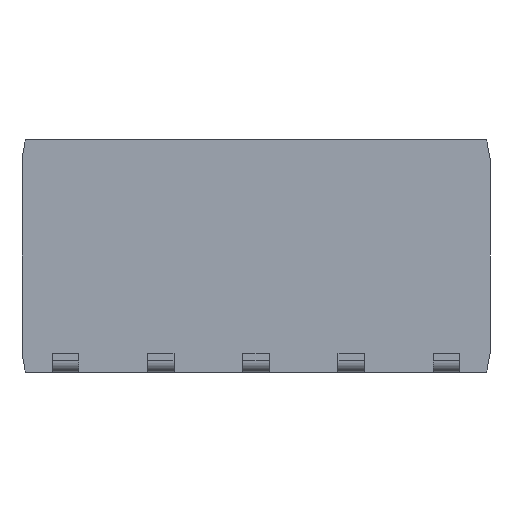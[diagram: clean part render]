
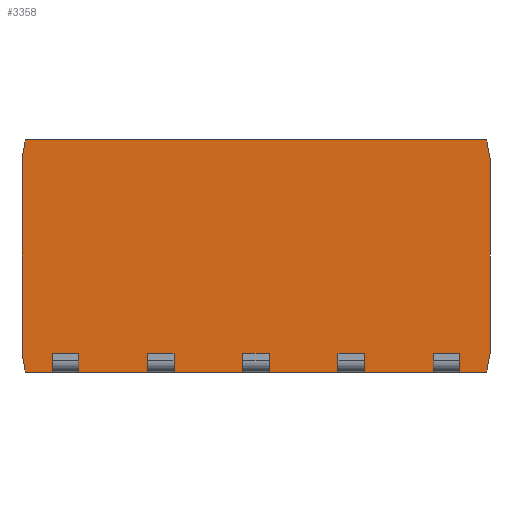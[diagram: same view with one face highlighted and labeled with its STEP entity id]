
A CAD part, front view. The second image highlights one B-rep face of the part: STEP entity #3358.
In plain terms, the highlighted planar face has unit normal (0, -1, 0).
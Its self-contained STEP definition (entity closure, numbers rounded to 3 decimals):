
#3169=CARTESIAN_POINT('',(-6.25,-2.53,0.5));
#3170=VERTEX_POINT('',#3169);
#3177=CARTESIAN_POINT('',(-6.25,-2.53,5.7));
#3178=VERTEX_POINT('',#3177);
#3179=CARTESIAN_POINT('',(-6.25,-2.53,5.7));
#3180=DIRECTION('',(0.0,0.0,-1.0));
#3181=VECTOR('',#3180,5.2);
#3182=LINE('',#3179,#3181);
#3183=EDGE_CURVE('',#3178,#3170,#3182,.T.);
#3200=CARTESIAN_POINT('',(-6.162,-2.53,6.2));
#3201=VERTEX_POINT('',#3200);
#3202=CARTESIAN_POINT('',(-6.162,-2.53,6.2));
#3203=DIRECTION('',(-0.174,0.0,-0.985));
#3204=VECTOR('',#3203,0.508);
#3205=LINE('',#3202,#3204);
#3206=EDGE_CURVE('',#3201,#3178,#3205,.T.);
#3286=CARTESIAN_POINT('',(6.25,-2.53,5.7));
#3287=VERTEX_POINT('',#3286);
#3295=CARTESIAN_POINT('',(6.162,-2.53,6.2));
#3296=VERTEX_POINT('',#3295);
#3303=CARTESIAN_POINT('',(6.25,-2.53,5.7));
#3304=DIRECTION('',(-0.174,0.0,0.985));
#3305=VECTOR('',#3304,0.508);
#3306=LINE('',#3303,#3305);
#3307=EDGE_CURVE('',#3287,#3296,#3306,.T.);
#3312=CARTESIAN_POINT('',(-6.875,-2.53,6.51));
#3313=DIRECTION('',(0.0,-1.0,0.0));
#3314=DIRECTION('',(0.0,0.0,-1.0));
#3315=AXIS2_PLACEMENT_3D('',#3312,#3313,#3314);
#3316=PLANE('',#3315);
#3317=CARTESIAN_POINT('',(-6.162,-2.53,0.0));
#3318=VERTEX_POINT('',#3317);
#3319=CARTESIAN_POINT('',(6.162,-2.53,0.0));
#3320=VERTEX_POINT('',#3319);
#3321=CARTESIAN_POINT('',(-6.162,-2.53,0.0));
#3322=DIRECTION('',(1.0,0.0,0.0));
#3323=VECTOR('',#3322,12.324);
#3324=LINE('',#3321,#3323);
#3325=EDGE_CURVE('',#3318,#3320,#3324,.T.);
#3326=ORIENTED_EDGE('',*,*,#3325,.T.);
#3327=CARTESIAN_POINT('',(6.25,-2.53,0.5));
#3328=VERTEX_POINT('',#3327);
#3329=CARTESIAN_POINT('',(6.162,-2.53,0.0));
#3330=DIRECTION('',(0.174,0.0,0.985));
#3331=VECTOR('',#3330,0.508);
#3332=LINE('',#3329,#3331);
#3333=EDGE_CURVE('',#3320,#3328,#3332,.T.);
#3334=ORIENTED_EDGE('',*,*,#3333,.T.);
#3335=CARTESIAN_POINT('',(6.25,-2.53,5.7));
#3336=DIRECTION('',(0.0,0.0,-1.0));
#3337=VECTOR('',#3336,5.2);
#3338=LINE('',#3335,#3337);
#3339=EDGE_CURVE('',#3287,#3328,#3338,.T.);
#3340=ORIENTED_EDGE('',*,*,#3339,.F.);
#3341=ORIENTED_EDGE('',*,*,#3307,.T.);
#3342=CARTESIAN_POINT('',(-6.162,-2.53,6.2));
#3343=DIRECTION('',(1.0,0.0,0.0));
#3344=VECTOR('',#3343,12.324);
#3345=LINE('',#3342,#3344);
#3346=EDGE_CURVE('',#3201,#3296,#3345,.T.);
#3347=ORIENTED_EDGE('',*,*,#3346,.F.);
#3348=ORIENTED_EDGE('',*,*,#3206,.T.);
#3349=ORIENTED_EDGE('',*,*,#3183,.T.);
#3350=CARTESIAN_POINT('',(-6.25,-2.53,0.5));
#3351=DIRECTION('',(0.174,0.0,-0.985));
#3352=VECTOR('',#3351,0.508);
#3353=LINE('',#3350,#3352);
#3354=EDGE_CURVE('',#3170,#3318,#3353,.T.);
#3355=ORIENTED_EDGE('',*,*,#3354,.T.);
#3356=EDGE_LOOP('',(#3326,#3334,#3340,#3341,#3347,#3348,#3349,#3355));
#3357=FACE_OUTER_BOUND('',#3356,.T.);
#3358=ADVANCED_FACE('',(#3357),#3316,.T.);
